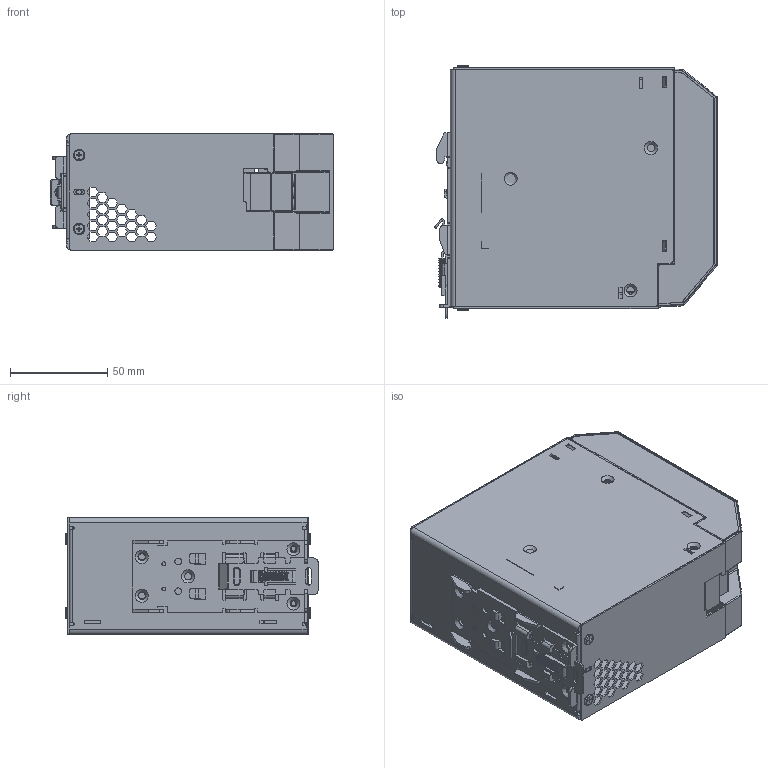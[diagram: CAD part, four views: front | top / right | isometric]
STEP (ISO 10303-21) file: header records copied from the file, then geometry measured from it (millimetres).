
FILE_DESCRIPTION (( 'STEP AP214' ), '1' );
FILE_NAME ('PSD24-120-L.step', '2020-09-10T18:41:13', ( '' ), ( '' ), 'SwSTEP 2.0', 'SolidWorks 2019', '' );
FILE_SCHEMA (( 'AUTOMOTIVE_DESIGN' ));
Length unit declared in the file: inch
Products named in the file (1): PSD24-120-L
Bounding box: 145.74 x 130 x 60.4 mm (x, y, z)
Volume: 128986.2 mm3; surface area: 204245.1 mm2
Topology: 31 solids, 34 shells, 2937 faces, 8165 edges, 5404 vertices
Faces by surface type: plane 2114, cylinder 456, bspline 180, cone 178, torus 9
Full cylindrical faces by diameter (mm): 1 x2, 2 x2, 2.5 x6, 3.5 x7, 3.7 x1, 3.8 x1, 3.9 x11, 3.95 x4, 4 x8, 4.798 x3, 4.9 x3, 5.5 x6, 5.75 x3, 6 x4
Entity records: 108413 total; most frequent: CARTESIAN_POINT 29180, ORIENTED_EDGE 15844, DIRECTION 13747, EDGE_CURVE 7922, LINE 5901, VECTOR 5901, VERTEX_POINT 5326, AXIS2_PLACEMENT_3D 3923
